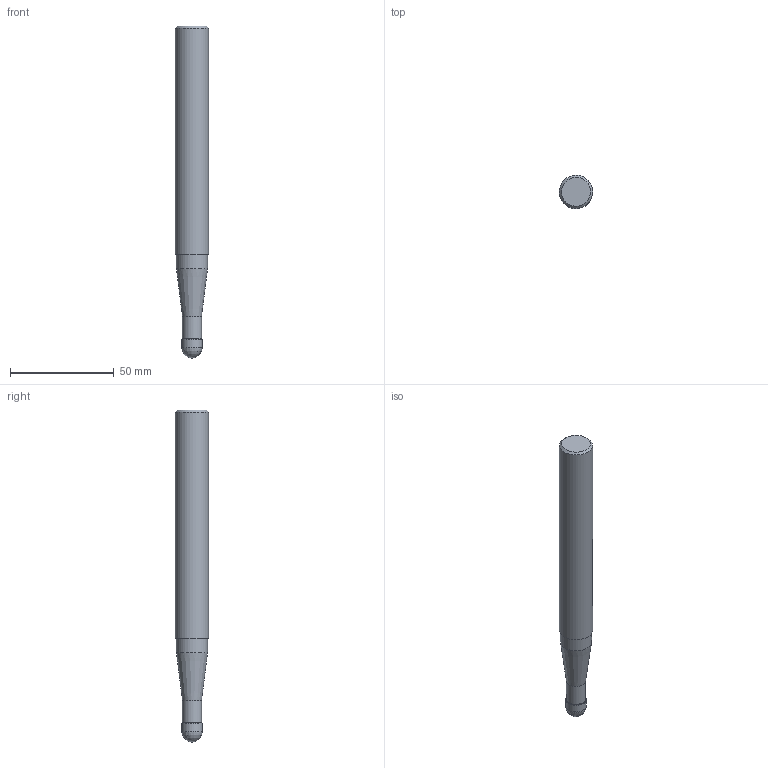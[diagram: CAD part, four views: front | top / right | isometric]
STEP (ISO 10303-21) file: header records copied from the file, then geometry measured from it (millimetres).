
FILE_DESCRIPTION(/* description */ (''),/* implementation_level */ '2;1');
FILE_NAME(/* name */ '10L2R050A16-SZP10_115008934ndi000_00-SIM.stp',/* time_stamp */ '2020-01-14T08:39:18+01:00',/* author */ (''),/* organization */ (''),/* preprocessor_version */ 'ST-DEVELOPER v16.7',/* originating_system */ 'SIEMENS PLM Software NX 12.0',/* authorisation */ '');
FILE_SCHEMA (('AUTOMOTIVE_DESIGN { 1 0 10303 214 3 1 1 1 }'));
Length unit declared in the file: millimetre
Products named in the file (1): hm15442C0F1633dc
Bounding box: 15.97 x 15.97 x 160 mm (x, y, z)
Volume: 27738.4 mm3; surface area: 7910.9 mm2
Topology: 2 solids, 2 shells, 22 faces, 47 edges, 30 vertices
Faces by surface type: revolution 7, cone 6, sphere 3, plane 3, cylinder 3
Full cylindrical faces by diameter (mm): 9.2 x1, 15 x1, 16 x1
Entity records: 499 total; most frequent: DIRECTION 88, CARTESIAN_POINT 75, EDGE_LOOP 42, ORIENTED_EDGE 42, FACE_BOUND 40, AXIS2_PLACEMENT_3D 38, ADVANCED_FACE 22, CIRCLE 22
